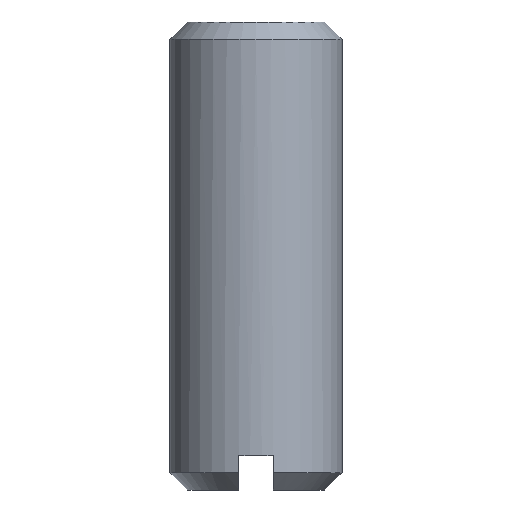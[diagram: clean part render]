
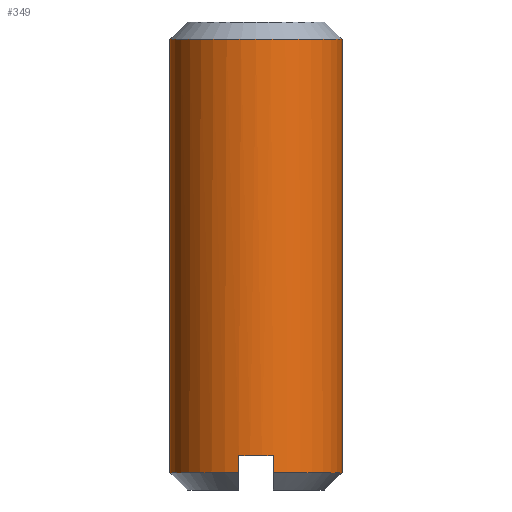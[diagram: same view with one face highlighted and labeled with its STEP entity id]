
A CAD part, front view. The second image highlights one B-rep face of the part: STEP entity #349.
In plain terms, the highlighted cylindrical face has radius 12.5 mm (diameter 25 mm), a partial arc.
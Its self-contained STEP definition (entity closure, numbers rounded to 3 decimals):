
#12 = ORIENTED_EDGE ( 'NONE', *, *, #471, .F. ) ;
#30 = AXIS2_PLACEMENT_3D ( 'NONE', #289, #437, #280 ) ;
#40 = DIRECTION ( 'NONE',  ( 0., 0., 1. ) ) ;
#41 = DIRECTION ( 'NONE',  ( 1., 0., 0. ) ) ;
#57 = ORIENTED_EDGE ( 'NONE', *, *, #77, .T. ) ;
#65 = VECTOR ( 'NONE', #40, 1000. ) ;
#76 = VERTEX_POINT ( 'NONE', #658 ) ;
#77 = EDGE_CURVE ( 'NONE', #80, #319, #527, .T. ) ;
#80 = VERTEX_POINT ( 'NONE', #503 ) ;
#107 = EDGE_CURVE ( 'NONE', #361, #76, #499, .T. ) ;
#108 = FACE_OUTER_BOUND ( 'NONE', #224, .T. ) ;
#125 = ORIENTED_EDGE ( 'NONE', *, *, #107, .F. ) ;
#132 = DIRECTION ( 'NONE',  ( 0., 0., 1. ) ) ;
#134 = LINE ( 'NONE', #186, #589 ) ;
#135 = CARTESIAN_POINT ( 'NONE',  ( 0., 0., -63. ) ) ;
#158 = EDGE_CURVE ( 'NONE', #354, #361, #521, .T. ) ;
#165 = EDGE_CURVE ( 'NONE', #262, #622, #296, .T. ) ;
#186 = CARTESIAN_POINT ( 'NONE',  ( 12.5, 0., -68. ) ) ;
#188 = LINE ( 'NONE', #196, #580 ) ;
#196 = CARTESIAN_POINT ( 'NONE',  ( 2.5, -12.247, -68. ) ) ;
#210 = ORIENTED_EDGE ( 'NONE', *, *, #294, .T. ) ;
#222 = AXIS2_PLACEMENT_3D ( 'NONE', #514, #397, #41 ) ;
#224 = EDGE_LOOP ( 'NONE', ( #632, #641, #125, #318, #12, #301, #210, #57 ) ) ;
#241 = CARTESIAN_POINT ( 'NONE',  ( -12.5, 0., -65.5 ) ) ;
#245 = DIRECTION ( 'NONE',  ( 1., 0., 0. ) ) ;
#249 = LINE ( 'NONE', #403, #65 ) ;
#258 = CIRCLE ( 'NONE', #222, 12.5 ) ;
#262 = VERTEX_POINT ( 'NONE', #504 ) ;
#280 = DIRECTION ( 'NONE',  ( 1., 0., 0. ) ) ;
#288 = CARTESIAN_POINT ( 'NONE',  ( 0., 0., -68. ) ) ;
#289 = CARTESIAN_POINT ( 'NONE',  ( 0., 0., -2.5 ) ) ;
#294 = EDGE_CURVE ( 'NONE', #622, #80, #134, .T. ) ;
#296 = CIRCLE ( 'NONE', #631, 12.5 ) ;
#301 = ORIENTED_EDGE ( 'NONE', *, *, #165, .T. ) ;
#315 = DIRECTION ( 'NONE',  ( 0., 0., -1. ) ) ;
#316 = VERTEX_POINT ( 'NONE', #241 ) ;
#318 = ORIENTED_EDGE ( 'NONE', *, *, #158, .F. ) ;
#319 = VERTEX_POINT ( 'NONE', #607 ) ;
#321 = CARTESIAN_POINT ( 'NONE',  ( -2.5, -12.247, -68. ) ) ;
#323 = EDGE_CURVE ( 'NONE', #316, #319, #249, .T. ) ;
#337 = CARTESIAN_POINT ( 'NONE',  ( -2.5, -12.247, -63. ) ) ;
#349 = ADVANCED_FACE ( 'NONE', ( #108 ), #389, .T. ) ;
#354 = VERTEX_POINT ( 'NONE', #548 ) ;
#361 = VERTEX_POINT ( 'NONE', #337 ) ;
#362 = CARTESIAN_POINT ( 'NONE',  ( 0., 0., -65.5 ) ) ;
#377 = CARTESIAN_POINT ( 'NONE',  ( 12.5, 0., -65.5 ) ) ;
#378 = DIRECTION ( 'NONE',  ( 1., 0., 0. ) ) ;
#383 = VECTOR ( 'NONE', #552, 1000. ) ;
#389 = CYLINDRICAL_SURFACE ( 'NONE', #551, 12.5 ) ;
#397 = DIRECTION ( 'NONE',  ( 0., 0., 1. ) ) ;
#403 = CARTESIAN_POINT ( 'NONE',  ( -12.5, 0., -68. ) ) ;
#437 = DIRECTION ( 'NONE',  ( 0., 0., -1. ) ) ;
#438 = DIRECTION ( 'NONE',  ( 1., 0., 0. ) ) ;
#439 = DIRECTION ( 'NONE',  ( 0., 0., 1. ) ) ;
#464 = EDGE_CURVE ( 'NONE', #316, #76, #258, .T. ) ;
#471 = EDGE_CURVE ( 'NONE', #262, #354, #188, .T. ) ;
#499 = LINE ( 'NONE', #321, #383 ) ;
#503 = CARTESIAN_POINT ( 'NONE',  ( 12.5, 0., -2.5 ) ) ;
#504 = CARTESIAN_POINT ( 'NONE',  ( 2.5, -12.247, -65.5 ) ) ;
#514 = CARTESIAN_POINT ( 'NONE',  ( 0., 0., -65.5 ) ) ;
#521 = CIRCLE ( 'NONE', #650, 12.5 ) ;
#527 = CIRCLE ( 'NONE', #30, 12.5 ) ;
#548 = CARTESIAN_POINT ( 'NONE',  ( 2.5, -12.247, -63. ) ) ;
#551 = AXIS2_PLACEMENT_3D ( 'NONE', #288, #559, #245 ) ;
#552 = DIRECTION ( 'NONE',  ( 0., 0., -1. ) ) ;
#553 = DIRECTION ( 'NONE',  ( 0., 0., 1. ) ) ;
#559 = DIRECTION ( 'NONE',  ( 0., 0., 1. ) ) ;
#580 = VECTOR ( 'NONE', #439, 1000. ) ;
#589 = VECTOR ( 'NONE', #553, 1000. ) ;
#607 = CARTESIAN_POINT ( 'NONE',  ( -12.5, 0., -2.5 ) ) ;
#622 = VERTEX_POINT ( 'NONE', #377 ) ;
#631 = AXIS2_PLACEMENT_3D ( 'NONE', #362, #132, #378 ) ;
#632 = ORIENTED_EDGE ( 'NONE', *, *, #323, .F. ) ;
#641 = ORIENTED_EDGE ( 'NONE', *, *, #464, .T. ) ;
#650 = AXIS2_PLACEMENT_3D ( 'NONE', #135, #315, #438 ) ;
#658 = CARTESIAN_POINT ( 'NONE',  ( -2.5, -12.247, -65.5 ) ) ;
